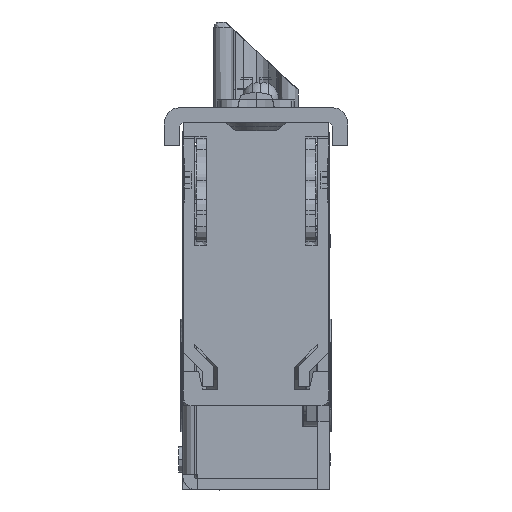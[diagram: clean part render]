
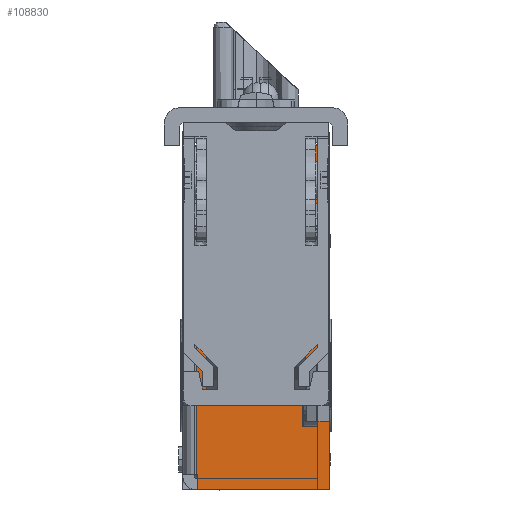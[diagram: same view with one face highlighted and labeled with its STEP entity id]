
A CAD part, front view. The second image highlights one B-rep face of the part: STEP entity #108830.
In plain terms, the highlighted planar face has unit normal (0, -1, 0).
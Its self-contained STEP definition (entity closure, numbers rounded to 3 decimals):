
#22799=DIRECTION('',(0.,0.,-1.));
#22800=VECTOR('',#22799,1.8);
#22801=CARTESIAN_POINT('',(17.7,-32.5,31.8));
#22802=LINE('',#22801,#22800);
#22803=DIRECTION('',(0.,0.,-1.));
#22804=VECTOR('',#22803,0.1);
#22805=CARTESIAN_POINT('',(17.7,-32.5,2.1));
#22806=LINE('',#22805,#22804);
#22827=DIRECTION('',(0.,0.,-1.));
#22828=VECTOR('',#22827,0.7);
#22829=CARTESIAN_POINT('',(17.7,-32.5,-6.));
#22830=LINE('',#22829,#22828);
#34020=DIRECTION('',(1.,0.,0.));
#34021=VECTOR('',#34020,17.2);
#34022=CARTESIAN_POINT('',(2.,-32.5,-15.));
#34023=LINE('',#34022,#34021);
#34049=DIRECTION('',(-1.,0.,0.));
#34050=VECTOR('',#34049,2.);
#34051=CARTESIAN_POINT('',(17.7,-32.5,-6.7));
#34052=LINE('',#34051,#34050);
#34053=DIRECTION('',(1.,0.,0.));
#34054=VECTOR('',#34053,1.5);
#34055=CARTESIAN_POINT('',(17.7,-32.5,-6.));
#34056=LINE('',#34055,#34054);
#34057=DIRECTION('',(0.,0.,1.));
#34058=VECTOR('',#34057,2.);
#34059=CARTESIAN_POINT('',(2.,-32.5,-15.));
#34060=LINE('',#34059,#34058);
#34061=DIRECTION('',(1.,0.,0.));
#34062=VECTOR('',#34061,0.2);
#34063=CARTESIAN_POINT('',(1.8,-32.5,-13.));
#34064=LINE('',#34063,#34062);
#34065=DIRECTION('',(0.,0.,1.));
#34066=VECTOR('',#34065,22.);
#34067=CARTESIAN_POINT('',(1.8,-32.5,-13.));
#34068=LINE('',#34067,#34066);
#34069=DIRECTION('',(1.,0.,0.));
#34070=VECTOR('',#34069,1.5);
#34071=CARTESIAN_POINT('',(1.8,-32.5,9.));
#34072=LINE('',#34071,#34070);
#34073=DIRECTION('',(1.,0.,0.));
#34074=VECTOR('',#34073,12.7);
#34075=CARTESIAN_POINT('',(3.3,-32.5,30.2));
#34076=LINE('',#34075,#34074);
#34077=DIRECTION('',(0.,0.,-1.));
#34078=VECTOR('',#34077,0.2);
#34079=CARTESIAN_POINT('',(16.,-32.5,30.2));
#34080=LINE('',#34079,#34078);
#34081=DIRECTION('',(-1.,0.,0.));
#34082=VECTOR('',#34081,1.7);
#34083=CARTESIAN_POINT('',(17.7,-32.5,30.));
#34084=LINE('',#34083,#34082);
#34085=DIRECTION('',(1.,0.,0.));
#34086=VECTOR('',#34085,1.5);
#34087=CARTESIAN_POINT('',(17.7,-32.5,31.8));
#34088=LINE('',#34087,#34086);
#34089=DIRECTION('',(1.,0.,0.));
#34090=VECTOR('',#34089,1.5);
#34091=CARTESIAN_POINT('',(17.7,-32.5,2.));
#34092=LINE('',#34091,#34090);
#34093=DIRECTION('',(-1.,0.,0.));
#34094=VECTOR('',#34093,2.);
#34095=CARTESIAN_POINT('',(17.7,-32.5,2.1));
#34096=LINE('',#34095,#34094);
#34097=DIRECTION('',(0.,0.,-1.));
#34098=VECTOR('',#34097,8.8);
#34099=CARTESIAN_POINT('',(15.7,-32.5,2.1));
#34100=LINE('',#34099,#34098);
#34101=CARTESIAN_POINT('',(11.8,-32.5,23.));
#34102=DIRECTION('',(0.,-1.,0.));
#34103=DIRECTION('',(0.,0.,-1.));
#34104=AXIS2_PLACEMENT_3D('',#34101,#34102,#34103);
#34106=CARTESIAN_POINT('',(11.8,-32.5,23.));
#34107=DIRECTION('',(0.,-1.,0.));
#34108=DIRECTION('',(0.,0.,1.));
#34109=AXIS2_PLACEMENT_3D('',#34106,#34107,#34108);
#34304=DIRECTION('',(0.,0.,-1.));
#34305=VECTOR('',#34304,21.2);
#34306=CARTESIAN_POINT('',(3.3,-32.5,30.2));
#34307=LINE('',#34306,#34305);
#35924=DIRECTION('',(0.,0.,-1.));
#35925=VECTOR('',#35924,29.8);
#35926=CARTESIAN_POINT('',(19.2,-32.5,31.8));
#35927=LINE('',#35926,#35925);
#35957=DIRECTION('',(0.,0.,-1.));
#35958=VECTOR('',#35957,9.);
#35959=CARTESIAN_POINT('',(19.2,-32.5,-6.));
#35960=LINE('',#35959,#35958);
#60467=CARTESIAN_POINT('',(2.,-32.5,-15.));
#60468=CARTESIAN_POINT('',(2.,-32.5,-13.));
#60469=VERTEX_POINT('',#60467);
#60470=VERTEX_POINT('',#60468);
#60558=CARTESIAN_POINT('',(16.,-32.5,30.));
#60560=VERTEX_POINT('',#60558);
#60735=CARTESIAN_POINT('',(3.3,-32.5,30.2));
#60737=VERTEX_POINT('',#60735);
#60740=CARTESIAN_POINT('',(16.,-32.5,30.2));
#60742=VERTEX_POINT('',#60740);
#60795=CARTESIAN_POINT('',(1.8,-32.5,-13.));
#60796=CARTESIAN_POINT('',(1.8,-32.5,9.));
#60797=VERTEX_POINT('',#60795);
#60798=VERTEX_POINT('',#60796);
#61050=CARTESIAN_POINT('',(3.3,-32.5,9.));
#61052=VERTEX_POINT('',#61050);
#61192=CARTESIAN_POINT('',(15.7,-32.5,2.1));
#61194=VERTEX_POINT('',#61192);
#61196=CARTESIAN_POINT('',(15.7,-32.5,-6.7));
#61198=VERTEX_POINT('',#61196);
#61206=CARTESIAN_POINT('',(11.8,-32.5,22.));
#61207=CARTESIAN_POINT('',(11.8,-32.5,24.));
#61208=VERTEX_POINT('',#61206);
#61209=VERTEX_POINT('',#61207);
#61915=CARTESIAN_POINT('',(19.2,-32.5,31.8));
#61917=VERTEX_POINT('',#61915);
#61922=CARTESIAN_POINT('',(17.7,-32.5,31.8));
#61923=VERTEX_POINT('',#61922);
#62048=CARTESIAN_POINT('',(19.2,-32.5,-15.));
#62050=VERTEX_POINT('',#62048);
#62562=CARTESIAN_POINT('',(17.7,-32.5,-6.));
#62563=CARTESIAN_POINT('',(19.2,-32.5,-6.));
#62564=VERTEX_POINT('',#62562);
#62565=VERTEX_POINT('',#62563);
#62566=CARTESIAN_POINT('',(17.7,-32.5,2.));
#62567=CARTESIAN_POINT('',(19.2,-32.5,2.));
#62568=VERTEX_POINT('',#62566);
#62569=VERTEX_POINT('',#62567);
#62736=CARTESIAN_POINT('',(17.7,-32.5,30.));
#62737=VERTEX_POINT('',#62736);
#62754=CARTESIAN_POINT('',(17.7,-32.5,2.1));
#62755=VERTEX_POINT('',#62754);
#62756=CARTESIAN_POINT('',(17.7,-32.5,-6.7));
#62757=VERTEX_POINT('',#62756);
#108782=CARTESIAN_POINT('',(0.,-32.5,32.));
#108783=DIRECTION('',(0.,-1.,0.));
#108784=DIRECTION('',(0.,0.,-1.));
#108785=AXIS2_PLACEMENT_3D('',#108782,#108783,#108784);
#108786=PLANE('',#108785);
#108788=ORIENTED_EDGE('',*,*,#108787,.F.);
#108789=ORIENTED_EDGE('',*,*,#93573,.F.);
#108791=ORIENTED_EDGE('',*,*,#108790,.T.);
#108793=ORIENTED_EDGE('',*,*,#108792,.T.);
#108794=ORIENTED_EDGE('',*,*,#108756,.F.);
#108796=ORIENTED_EDGE('',*,*,#108795,.T.);
#108798=ORIENTED_EDGE('',*,*,#108797,.F.);
#108800=ORIENTED_EDGE('',*,*,#108799,.T.);
#108802=ORIENTED_EDGE('',*,*,#108801,.T.);
#108804=ORIENTED_EDGE('',*,*,#108803,.F.);
#108806=ORIENTED_EDGE('',*,*,#108805,.T.);
#108808=ORIENTED_EDGE('',*,*,#108807,.T.);
#108810=ORIENTED_EDGE('',*,*,#108809,.F.);
#108811=ORIENTED_EDGE('',*,*,#93553,.F.);
#108812=ORIENTED_EDGE('',*,*,#94113,.T.);
#108814=ORIENTED_EDGE('',*,*,#108813,.T.);
#108816=ORIENTED_EDGE('',*,*,#108815,.F.);
#108817=ORIENTED_EDGE('',*,*,#93561,.F.);
#108819=ORIENTED_EDGE('',*,*,#108818,.T.);
#108821=ORIENTED_EDGE('',*,*,#108820,.T.);
#108822=EDGE_LOOP('',(#108788,#108789,#108791,#108793,#108794,#108796,#108798,
#108800,#108802,#108804,#108806,#108808,#108810,#108811,#108812,#108814,#108816,
#108817,#108819,#108821));
#108823=FACE_OUTER_BOUND('',#108822,.F.);
#108825=ORIENTED_EDGE('',*,*,#108824,.T.);
#108827=ORIENTED_EDGE('',*,*,#108826,.T.);
#108828=EDGE_LOOP('',(#108825,#108827));
#108829=FACE_BOUND('',#108828,.F.);
#34105=CIRCLE('',#34104,1.);
#34110=CIRCLE('',#34109,1.);
#93553=EDGE_CURVE('',#61923,#62737,#22802,.T.);
#93561=EDGE_CURVE('',#62755,#62568,#22806,.T.);
#93573=EDGE_CURVE('',#62564,#62757,#22830,.T.);
#94113=EDGE_CURVE('',#61923,#61917,#34088,.T.);
#108756=EDGE_CURVE('',#60469,#62050,#34023,.T.);
#108787=EDGE_CURVE('',#62757,#61198,#34052,.T.);
#108790=EDGE_CURVE('',#62564,#62565,#34056,.T.);
#108792=EDGE_CURVE('',#62565,#62050,#35960,.T.);
#108795=EDGE_CURVE('',#60469,#60470,#34060,.T.);
#108797=EDGE_CURVE('',#60797,#60470,#34064,.T.);
#108799=EDGE_CURVE('',#60797,#60798,#34068,.T.);
#108801=EDGE_CURVE('',#60798,#61052,#34072,.T.);
#108803=EDGE_CURVE('',#60737,#61052,#34307,.T.);
#108805=EDGE_CURVE('',#60737,#60742,#34076,.T.);
#108807=EDGE_CURVE('',#60742,#60560,#34080,.T.);
#108809=EDGE_CURVE('',#62737,#60560,#34084,.T.);
#108813=EDGE_CURVE('',#61917,#62569,#35927,.T.);
#108815=EDGE_CURVE('',#62568,#62569,#34092,.T.);
#108818=EDGE_CURVE('',#62755,#61194,#34096,.T.);
#108820=EDGE_CURVE('',#61194,#61198,#34100,.T.);
#108824=EDGE_CURVE('',#61208,#61209,#34105,.T.);
#108826=EDGE_CURVE('',#61209,#61208,#34110,.T.);
#108830=ADVANCED_FACE('',(#108823,#108829),#108786,.T.);
